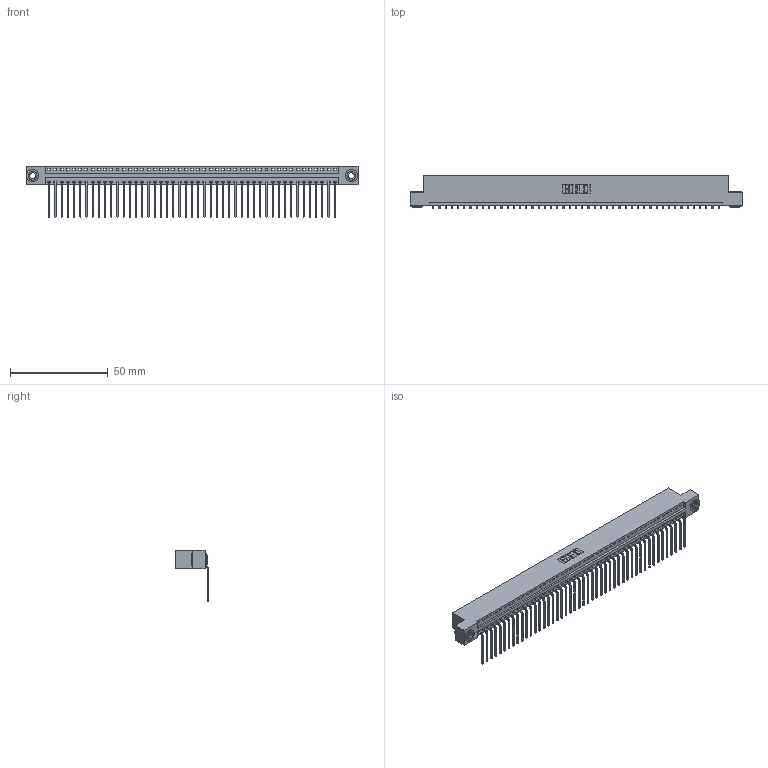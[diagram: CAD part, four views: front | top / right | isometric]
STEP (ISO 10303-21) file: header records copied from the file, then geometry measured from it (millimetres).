
FILE_DESCRIPTION (( 'STEP AP203' ), '1' );
FILE_NAME ('346-047-559-103.STEP', '2018-08-25T08:15:48', ( '' ), ( '' ), 'SwSTEP 2.0', 'SolidWorks 2016', '' );
FILE_SCHEMA (( 'CONFIG_CONTROL_DESIGN' ));
Length unit declared in the file: inch
Products named in the file (4): 346 Part_Flush Mounting Lugs - 0.156 Dia-TH; 345-292-001_558 559 Tail - 1; 345-250-002_345-250-002-102; 346-047-559-103
Assembly tree (50 placements, depth 2):
  346-047-559-103
    346 Part_Flush Mounting Lugs - 0.156 Dia-TH
    345-292-001_558 559 Tail - 1  x47
    345-250-002_345-250-002-102  x2
Bounding box: 169.8 x 17.08 x 26.16 mm (x, y, z)
Volume: 16464 mm3; surface area: 21785.2 mm2
Topology: 50 solids, 50 shells, 2980 faces, 8959 edges, 5906 vertices
Faces by surface type: plane 2060, cylinder 912, cone 8
Entity records: 29230 total; most frequent: CARTESIAN_POINT 4988, ORIENTED_EDGE 4962, DIRECTION 4425, EDGE_CURVE 2481, LINE 2137, VECTOR 2137, VERTEX_POINT 1650, AXIS2_PLACEMENT_3D 1144
